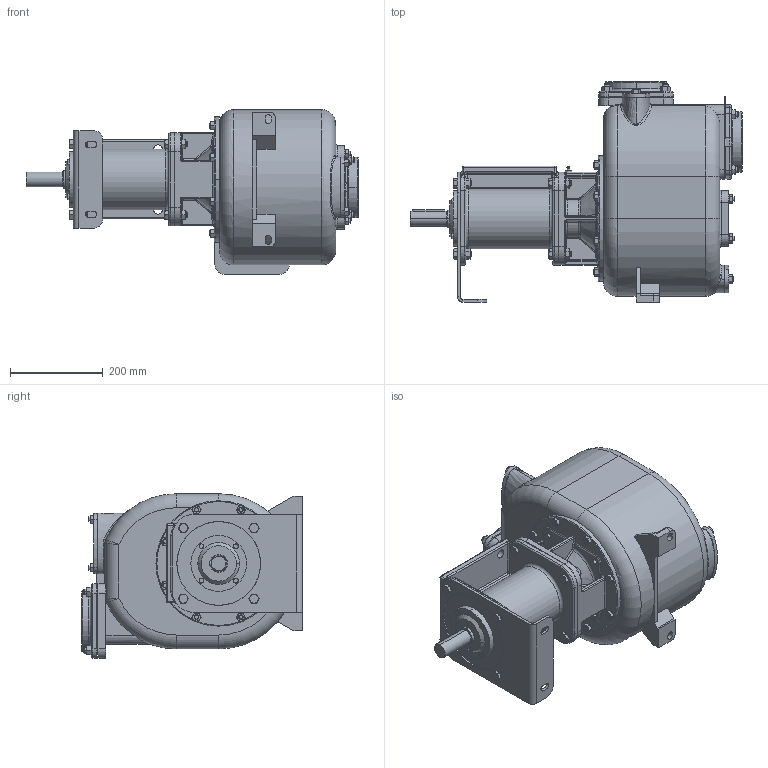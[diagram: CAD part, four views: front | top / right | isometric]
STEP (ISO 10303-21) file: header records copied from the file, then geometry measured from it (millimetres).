
FILE_DESCRIPTION((''),'2;1');
FILE_NAME('S_108_B_SW0001','2016-06-27T',('Nicola'),(''),'CREO PARAMETRIC BY PTC INC, 2015290','CREO PARAMETRIC BY PTC INC, 2015290','');
FILE_SCHEMA(('CONFIG_CONTROL_DESIGN'));
Products named in the file (1): S_108_B_SW0001
Bounding box: 714.5 x 475 x 354 mm (x, y, z)
Volume: 35863420.8 mm3; surface area: 1514077.4 mm2
Topology: 1 solids, 1 shells, 1860 faces, 4236 edges, 2499 vertices
Faces by surface type: plane 579, cone 568, cylinder 425, bspline 146, torus 116, sphere 22, extrusion 4
Entity records: 81181 total; most frequent: CARTESIAN_POINT 41225, ORIENTED_EDGE 8448, DIRECTION 8163, EDGE_CURVE 4224, AXIS2_PLACEMENT_3D 3471, VERTEX_POINT 2499, EDGE_LOOP 2041, FACE_OUTER_BOUND 1860
